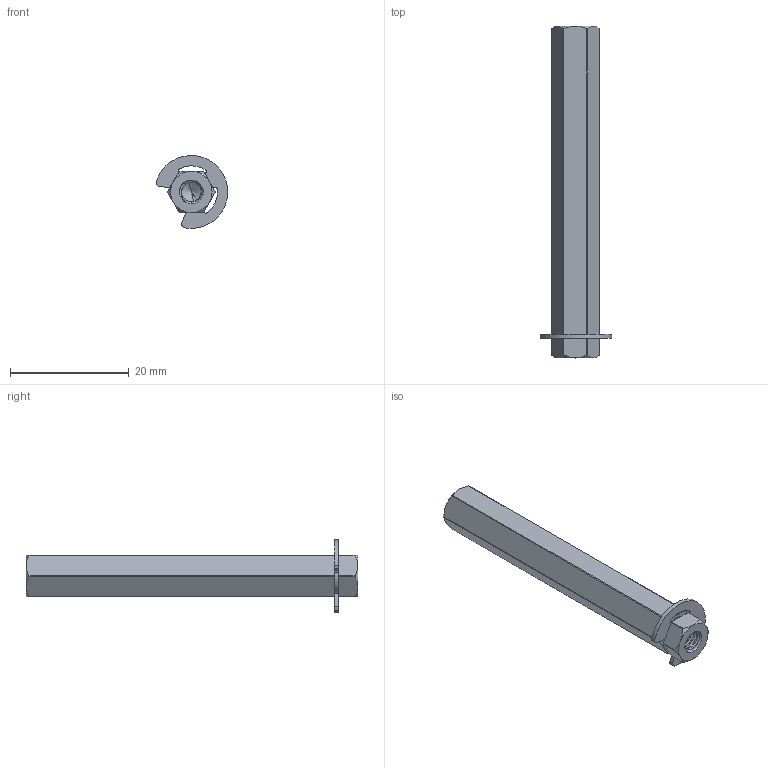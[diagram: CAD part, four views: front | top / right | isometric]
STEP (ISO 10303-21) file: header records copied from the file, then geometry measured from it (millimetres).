
FILE_DESCRIPTION(('Open CASCADE Model'),'2;1');
FILE_NAME('Open CASCADE Shape Model','2023-08-02T22:13:05',('Author'),( 'Open CASCADE'),'Open CASCADE STEP processor 7.7','Open CASCADE 7.7' ,'Unknown');
FILE_SCHEMA(('AUTOMOTIVE_DESIGN { 1 0 10303 214 1 1 1 1 }'));
Length unit declared in the file: millimetre
Products named in the file (4): Open CASCADE STEP translator 7.7 1; Open CASCADE STEP translator 7.7 1.1; Open CASCADE STEP translator 7.7 1.1.1; Open CASCADE STEP translator 7.7 1.1.2
Assembly tree (3 placements, depth 3):
  Open CASCADE STEP translator 7.7 1
    Open CASCADE STEP translator 7.7 1.1
      Open CASCADE STEP translator 7.7 1.1.1
      Open CASCADE STEP translator 7.7 1.1.2
Bounding box: 12.07 x 56 x 12.28 mm (x, y, z)
Volume: 2118.1 mm3; surface area: 2075.9 mm2
Topology: 2 solids, 2 shells, 220 faces, 624 edges, 408 vertices
Faces by surface type: cylinder 168, plane 26, cone 22, bspline 4
Entity records: 12974 total; most frequent: CARTESIAN_POINT 8046, ORIENTED_EDGE 1240, DIRECTION 844, EDGE_CURVE 620, VERTEX_POINT 408, AXIS2_PLACEMENT_3D 314, FACE_BOUND 224, EDGE_LOOP 224
